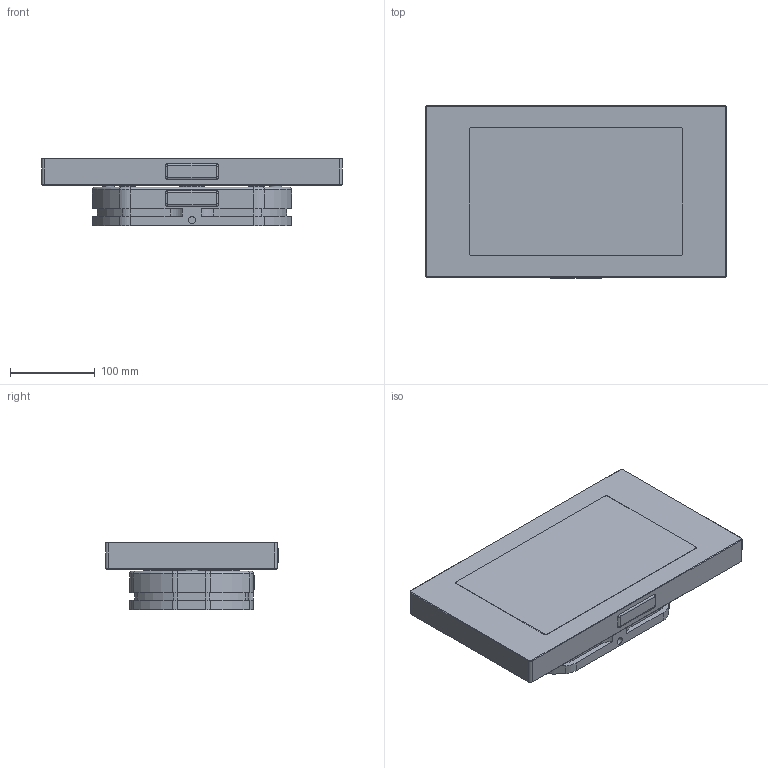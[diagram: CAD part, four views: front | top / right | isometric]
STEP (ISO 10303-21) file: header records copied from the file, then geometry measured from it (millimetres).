
FILE_DESCRIPTION(/* description */ (''),/* implementation_level */ '2;1');
FILE_NAME(/* name */ 'Pierson_Mini_Pallet_System.step',/* time_stamp */ '2018-05-23T20:17:01-07:00',/* author */ (''),/* organization */ (''),/* preprocessor_version */ 'ST-DEVELOPER v17',/* originating_system */ 'Autodesk Translation Framework v7.1.0.215',/* authorisation */ '');
FILE_SCHEMA (('AUTOMOTIVE_DESIGN { 1 0 10303 214 3 1 1 }'));
Length unit declared in the file: inch
Products named in the file (10): Untitled(1); MPS Base; Pierson Label; Pierson Base; 6x10 Pallet; Pierson Label (1); Pallet (1); 8x14 Pallet; Pierson Label (1) (2); Pallet (2)
Assembly tree (9 placements, depth 3):
  Untitled(1)
    MPS Base
      Pierson Label
      Pierson Base
    6x10 Pallet
      Pierson Label (1)
      Pallet (1)
    8x14 Pallet
      Pierson Label (1) (2)
      Pallet (2)
Bounding box: 355.6 x 204.47 x 80.01 mm (x, y, z)
Volume: 4871722.7 mm3; surface area: 404589.2 mm2
Topology: 6 solids, 6 shells, 308 faces, 759 edges, 486 vertices
Faces by surface type: cylinder 136, plane 107, torus 29, cone 20, bspline 16
Full cylindrical faces by diameter (mm): 8.611 x1, 14.859 x1, 15.875 x1, 22.258 x4, 29.337 x1, 30.48 x2, 47.981 x2, 72.644 x1, 73.152 x1
Entity records: 9687 total; most frequent: CARTESIAN_POINT 1819, DIRECTION 1736, ORIENTED_EDGE 1518, EDGE_CURVE 759, AXIS2_PLACEMENT_3D 685, VERTEX_POINT 486, LINE 366, VECTOR 366
